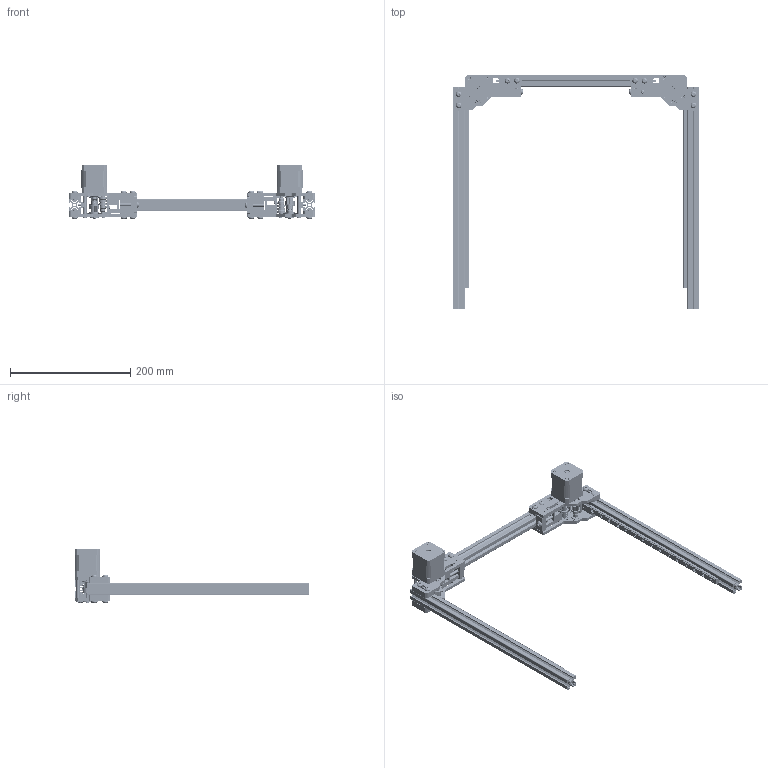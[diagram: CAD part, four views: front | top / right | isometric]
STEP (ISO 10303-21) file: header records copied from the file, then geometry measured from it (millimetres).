
FILE_DESCRIPTION(/* description */ (''),/* implementation_level */ '2;1');
FILE_NAME(/* name */ '_32_Sheet_metal_VT_9mm_rear_motor_mounts_NP_0.step',/* time_stamp */ '2025-06-10T14:44:27+02:00',/* author */ (''),/* organization */ (''),/* preprocessor_version */ 'ST-DEVELOPER v20.1',/* originating_system */ 'Autodesk Translation Framework v14.10.0.0',/* authorisation */ '');
FILE_SCHEMA (('AUTOMOTIVE_DESIGN { 1 0 10303 214 3 1 1 }'));
Length unit declared in the file: millimetre
Products named in the file (48): _32_Sheet_metal_VT_9mm_rear_motor_mounts_NP_0; _Sheet_metal_VT_9mm_rear_right_motor_mount; _Sheet_metal_9mm_rear_right_motor_mount_motion; NEMA17 with 55mm long shaft; _GT2_20T_9mm_pulley_de-hubbed; _Sheet_metal_VT_9mm_rear_right_motor_mount_hardware; _Sheet_metal_VT_9mm_rear_left_motor_mount; _Sheet_metal_VT_9mm_rear_left_motor_mount_hardware; Sheet_metal_VT_rear_motor_mount_a_4.7-5mm; Sheet_metal_9mm_tensioner_a_4.7-5mm; Sheet_metal_9mm_tensioner_c_4.7-5mm; Sheet_metal_VT_rear_motor_mount_b_4.7-5mm; Sheet_metal_9mm_spacer_a_2x2.5_or_5mm; Sheet_metal_9mm_spacer_d_2x2.5_or_5mm; _Sheet_metal_VT_9mm_rear_right_motor_mount_hardware_1; M3 washer; M3x6 BHCS; M5x30 BHCS; M3x45 BHCS; M3xD6x30 spacer; M3x6 FHCS; M5x16 BHCS; M5 washer; M3x8 BHCS; M5xD10x5 shaft collar; Sheet_metal_9mm_tensioner_b_4.7-5mm; _Sheet_metal_9mm_rear_left_motor_mount_motion; NEMA17 with 55mm long shaft_1; _S55 shaft; _stepper; 695 bearing; _GT2_20T_9mm_pulley_de-hubbed_1; M4x2.5 set screw; GT2 20T 9mm pulley de-hubbed ; Shim 0.5mm; F695 flanged bearing; GT2 20T 9mm pulley; Di=5mm L0=5mm compression spring; D5x40 smooth pin; M5xD8x5 spacer ...
Assembly tree (198 placements, depth 5):
  _32_Sheet_metal_VT_9mm_rear_motor_mounts_NP_0
    _Sheet_metal_VT_9mm_rear_right_motor_mount
      Sheet_metal_VT_rear_motor_mount_a_4.7-5mm
      Sheet_metal_VT_rear_motor_mount_b_4.7-5mm
      Sheet_metal_9mm_spacer_a_2x2.5_or_5mm  x2
      Sheet_metal_9mm_spacer_d_2x2.5_or_5mm  x2
      _Sheet_metal_9mm_rear_right_motor_mount_motion
        NEMA17 with 55mm long shaft
          _S55 shaft
          _stepper
        Di=5mm L0=5mm compression spring
        D5x40 smooth pin  x2
        M5xD8x5 spacer
        F695 flanged bearing  x5
        Shim 0.5mm  x3
        GT2 20T 9mm pulley
        Shim 1mm  x3
        695 bearing
        _GT2_20T_9mm_pulley_de-hubbed
          M4x2.5 set screw  x2
          GT2 20T 9mm pulley de-hubbed 
      Sheet_metal_9mm_tensioner_a_4.7-5mm
      Sheet_metal_9mm_tensioner_c_4.7-5mm
      Sheet_metal_9mm_tensioner_b_4.7-5mm
      _Sheet_metal_VT_9mm_rear_right_motor_mount_hardware
        M5x16 BHCS  x8
        M5 washer  x9
        M3 washer  x3
        M3x6 BHCS  x2
        M3x6 FHCS  x4
        M3x8 BHCS  x2
        M5x30 BHCS
        M3x45 BHCS  x3
        M3xD6x30 spacer  x3
        M5 2020 drop-in T-nut  x4
        M5xD8x5 spacer
        M5xD10x5 shaft collar
    _Sheet_metal_VT_9mm_rear_left_motor_mount
      _Sheet_metal_VT_9mm_rear_left_motor_mount_hardware
      Sheet_metal_VT_rear_motor_mount_a_4.7-5mm
      Sheet_metal_9mm_tensioner_a_4.7-5mm
      Sheet_metal_9mm_tensioner_c_4.7-5mm
      Sheet_metal_VT_rear_motor_mount_b_4.7-5mm
      Sheet_metal_9mm_spacer_a_2x2.5_or_5mm  x2
      Sheet_metal_9mm_spacer_d_2x2.5_or_5mm  x2
      _Sheet_metal_VT_9mm_rear_right_motor_mount_hardware_1
        M5x16 BHCS  x8
        M5 washer  x9
        M3 washer  x3
        M3x6 BHCS  x2
        M3x6 FHCS  x4
        M3x8 BHCS  x2
        M5x30 BHCS
        M3x45 BHCS  x3
        M3xD6x30 spacer  x3
        M5 2020 drop-in T-nut  x4
        M5xD8x5 spacer
        M5xD10x5 shaft collar
      Sheet_metal_9mm_tensioner_b_4.7-5mm
      _Sheet_metal_9mm_rear_left_motor_mount_motion
Bounding box: 410 x 390.1 x 90.85 mm (x, y, z)
Volume: 526371.9 mm3; surface area: 348264.7 mm2
Topology: 191 solids, 191 shells, 4417 faces, 10515 edges, 6762 vertices
Faces by surface type: plane 2032, cylinder 1523, cone 750, torus 42, bspline 38, sphere 32
Full cylindrical faces by diameter (mm): 2.464 x8, 2.5 x18, 3 x68, 3.1 x16, 3.2 x6, 3.4 x6, 3.5 x30, 4.2 x21, 5 x58, 5.001 x2, 5.1 x12, 5.3 x18, 5.5 x30, 5.7 x14, 6 x44, 6.5 x26, 7 x6, 7.823 x4, 8 x16, 8.141 x4, 9 x2, 9.5 x18, 10 x22, 11.5 x24, 12 x4, 13 x12, 13.03 x6, 15 x10, 16 x8, 22 x2
Entity records: 50396 total; most frequent: CARTESIAN_POINT 10642, DIRECTION 8569, ORIENTED_EDGE 7554, EDGE_CURVE 3777, AXIS2_PLACEMENT_3D 3186, VERTEX_POINT 2471, LINE 2197, VECTOR 2197
